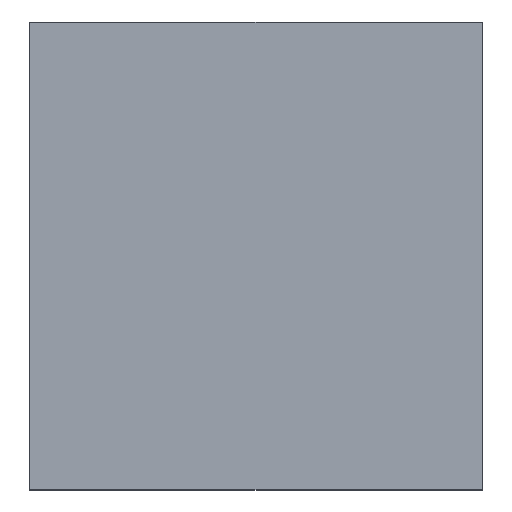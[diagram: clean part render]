
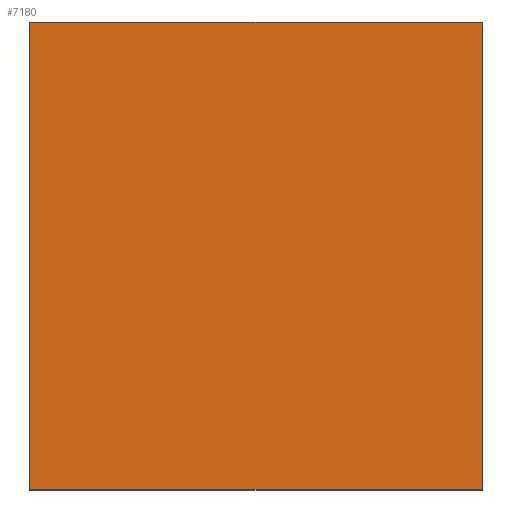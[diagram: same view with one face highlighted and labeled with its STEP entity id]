
A CAD part, top view. The second image highlights one B-rep face of the part: STEP entity #7180.
In plain terms, the highlighted face is planar.
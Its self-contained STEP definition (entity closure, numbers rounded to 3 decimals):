
#620=CARTESIAN_POINT('',(-174.654,-119.169,91.35));
#630=VERTEX_POINT('',#620);
#660=CARTESIAN_POINT('',(0.,-119.169,91.35));
#670=DIRECTION('',(-1.,0.,0.));
#680=VECTOR('',#670,1.);
#690=LINE('',#660,#680);
#700=CARTESIAN_POINT('',(-185.154,-119.169,91.35));
#710=VERTEX_POINT('',#700);
#720=EDGE_CURVE('',#630,#710,#690,.T.);
#2450=CARTESIAN_POINT('',(-185.154,-119.169,0.));
#2460=DIRECTION('',(0.,0.,-1.));
#2470=VECTOR('',#2460,1.);
#2480=LINE('',#2450,#2470);
#2490=CARTESIAN_POINT('',(-185.154,-119.169,101.5));
#2500=VERTEX_POINT('',#2490);
#2510=EDGE_CURVE('',#2500,#710,#2480,.T.);
#6560=CARTESIAN_POINT('',(-174.654,-119.169,101.5));
#6570=VERTEX_POINT('',#6560);
#6600=CARTESIAN_POINT('',(-174.654,-119.169,0.));
#6610=DIRECTION('',(0.,0.,-1.));
#6620=VECTOR('',#6610,1.);
#6630=LINE('',#6600,#6620);
#6640=EDGE_CURVE('',#6570,#630,#6630,.T.);
#7020=CARTESIAN_POINT('',(-184.954,-119.169,0.));
#7030=DIRECTION('',(-0.,1.,0.));
#7040=DIRECTION('',(1.,0.,0.));
#7050=AXIS2_PLACEMENT_3D('',#7020,#7030,#7040);
#7060=PLANE('',#7050);
#7070=ORIENTED_EDGE('',*,*,#720,.T.);
#7080=ORIENTED_EDGE('',*,*,#6640,.T.);
#7090=CARTESIAN_POINT('',(0.,-119.169,101.5));
#7100=DIRECTION('',(-1.,0.,0.));
#7110=VECTOR('',#7100,1.);
#7120=LINE('',#7090,#7110);
#7130=EDGE_CURVE('',#6570,#2500,#7120,.T.);
#7140=ORIENTED_EDGE('',*,*,#7130,.F.);
#7150=ORIENTED_EDGE('',*,*,#2510,.F.);
#7160=EDGE_LOOP('',(#7150,#7140,#7080,#7070));
#7170=FACE_OUTER_BOUND('',#7160,.T.);
#7180=ADVANCED_FACE('',(#7170),#7060,.T.);
